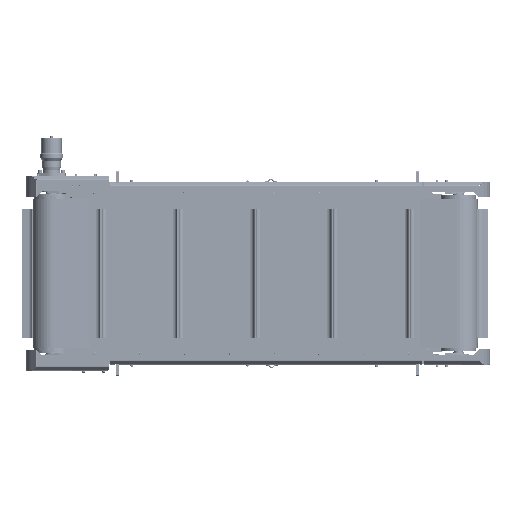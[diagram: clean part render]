
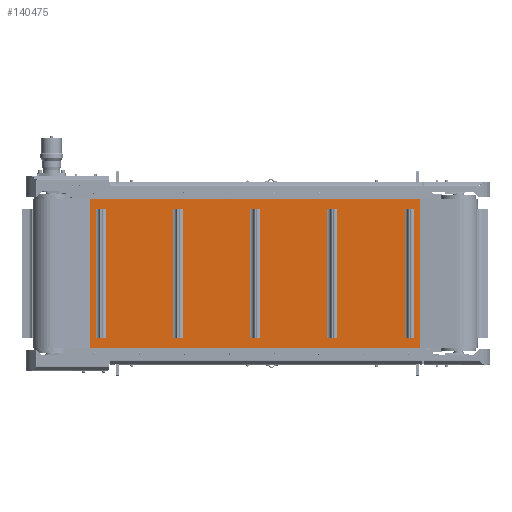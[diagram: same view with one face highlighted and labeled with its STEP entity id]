
A CAD part, left-side view. The second image highlights one B-rep face of the part: STEP entity #140475.
In plain terms, the highlighted planar face has unit normal (-1, 0, 0).
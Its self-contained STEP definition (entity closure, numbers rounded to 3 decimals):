
#13544=LINE('',#228681,#25442);
#13548=LINE('',#228689,#25446);
#13561=LINE('',#228723,#25459);
#13563=LINE('',#228726,#25461);
#13564=LINE('',#228730,#25462);
#13568=LINE('',#228738,#25466);
#13581=LINE('',#228772,#25479);
#13583=LINE('',#228775,#25481);
#13584=LINE('',#228779,#25482);
#13588=LINE('',#228787,#25486);
#13601=LINE('',#228821,#25499);
#13603=LINE('',#228824,#25501);
#13604=LINE('',#228828,#25502);
#13608=LINE('',#228836,#25506);
#13621=LINE('',#228870,#25519);
#13623=LINE('',#228873,#25521);
#13624=LINE('',#228877,#25522);
#13628=LINE('',#228885,#25526);
#13641=LINE('',#228919,#25539);
#13643=LINE('',#228922,#25541);
#13790=LINE('',#229297,#25688);
#13795=LINE('',#229315,#25693);
#13810=LINE('',#229346,#25708);
#13811=LINE('',#229348,#25709);
#25442=VECTOR('',#177613,10.);
#25446=VECTOR('',#177619,10.);
#25459=VECTOR('',#177652,10.);
#25461=VECTOR('',#177656,10.);
#25462=VECTOR('',#177659,10.);
#25466=VECTOR('',#177665,10.);
#25479=VECTOR('',#177698,10.);
#25481=VECTOR('',#177702,10.);
#25482=VECTOR('',#177705,10.);
#25486=VECTOR('',#177711,10.);
#25499=VECTOR('',#177744,10.);
#25501=VECTOR('',#177748,10.);
#25502=VECTOR('',#177751,10.);
#25506=VECTOR('',#177757,10.);
#25519=VECTOR('',#177790,10.);
#25521=VECTOR('',#177794,10.);
#25522=VECTOR('',#177797,10.);
#25526=VECTOR('',#177803,10.);
#25539=VECTOR('',#177836,10.);
#25541=VECTOR('',#177840,10.);
#25688=VECTOR('',#178191,10.);
#25693=VECTOR('',#178208,10.);
#25708=VECTOR('',#178237,10.);
#25709=VECTOR('',#178240,10.);
#30611=FACE_BOUND('',#44264,.T.);
#30612=FACE_BOUND('',#44265,.T.);
#30613=FACE_BOUND('',#44266,.T.);
#30614=FACE_BOUND('',#44267,.T.);
#30615=FACE_BOUND('',#44268,.T.);
#35962=FACE_OUTER_BOUND('',#44263,.T.);
#44263=EDGE_LOOP('',(#110312,#110313,#110314,#110315));
#44264=EDGE_LOOP('',(#110316,#110317,#110318,#110319));
#44265=EDGE_LOOP('',(#110320,#110321,#110322,#110323));
#44266=EDGE_LOOP('',(#110324,#110325,#110326,#110327));
#44267=EDGE_LOOP('',(#110328,#110329,#110330,#110331));
#44268=EDGE_LOOP('',(#110332,#110333,#110334,#110335));
#60475=VERTEX_POINT('',#228679);
#60476=VERTEX_POINT('',#228680);
#60479=VERTEX_POINT('',#228688);
#60490=VERTEX_POINT('',#228722);
#60491=VERTEX_POINT('',#228728);
#60492=VERTEX_POINT('',#228729);
#60495=VERTEX_POINT('',#228737);
#60506=VERTEX_POINT('',#228771);
#60507=VERTEX_POINT('',#228777);
#60508=VERTEX_POINT('',#228778);
#60511=VERTEX_POINT('',#228786);
#60522=VERTEX_POINT('',#228820);
#60523=VERTEX_POINT('',#228826);
#60524=VERTEX_POINT('',#228827);
#60527=VERTEX_POINT('',#228835);
#60538=VERTEX_POINT('',#228869);
#60539=VERTEX_POINT('',#228875);
#60540=VERTEX_POINT('',#228876);
#60543=VERTEX_POINT('',#228884);
#60554=VERTEX_POINT('',#228918);
#60673=VERTEX_POINT('',#229295);
#60674=VERTEX_POINT('',#229296);
#60681=VERTEX_POINT('',#229314);
#60690=VERTEX_POINT('',#229344);
#77652=EDGE_CURVE('',#60475,#60476,#13544,.T.);
#77656=EDGE_CURVE('',#60479,#60475,#13548,.T.);
#77673=EDGE_CURVE('',#60490,#60479,#13561,.T.);
#77675=EDGE_CURVE('',#60476,#60490,#13563,.T.);
#77676=EDGE_CURVE('',#60491,#60492,#13564,.T.);
#77680=EDGE_CURVE('',#60495,#60491,#13568,.T.);
#77697=EDGE_CURVE('',#60506,#60495,#13581,.T.);
#77699=EDGE_CURVE('',#60492,#60506,#13583,.T.);
#77700=EDGE_CURVE('',#60507,#60508,#13584,.T.);
#77704=EDGE_CURVE('',#60511,#60507,#13588,.T.);
#77721=EDGE_CURVE('',#60522,#60511,#13601,.T.);
#77723=EDGE_CURVE('',#60508,#60522,#13603,.T.);
#77724=EDGE_CURVE('',#60523,#60524,#13604,.T.);
#77728=EDGE_CURVE('',#60527,#60523,#13608,.T.);
#77745=EDGE_CURVE('',#60538,#60527,#13621,.T.);
#77747=EDGE_CURVE('',#60524,#60538,#13623,.T.);
#77748=EDGE_CURVE('',#60539,#60540,#13624,.T.);
#77752=EDGE_CURVE('',#60543,#60539,#13628,.T.);
#77769=EDGE_CURVE('',#60554,#60543,#13641,.T.);
#77771=EDGE_CURVE('',#60540,#60554,#13643,.T.);
#77952=EDGE_CURVE('',#60673,#60674,#13790,.T.);
#77962=EDGE_CURVE('',#60681,#60674,#13795,.T.);
#77979=EDGE_CURVE('',#60673,#60690,#13810,.T.);
#77980=EDGE_CURVE('',#60681,#60690,#13811,.T.);
#110312=ORIENTED_EDGE('',*,*,#77979,.T.);
#110313=ORIENTED_EDGE('',*,*,#77980,.F.);
#110314=ORIENTED_EDGE('',*,*,#77962,.T.);
#110315=ORIENTED_EDGE('',*,*,#77952,.F.);
#110316=ORIENTED_EDGE('',*,*,#77656,.T.);
#110317=ORIENTED_EDGE('',*,*,#77652,.T.);
#110318=ORIENTED_EDGE('',*,*,#77675,.T.);
#110319=ORIENTED_EDGE('',*,*,#77673,.T.);
#110320=ORIENTED_EDGE('',*,*,#77680,.T.);
#110321=ORIENTED_EDGE('',*,*,#77676,.T.);
#110322=ORIENTED_EDGE('',*,*,#77699,.T.);
#110323=ORIENTED_EDGE('',*,*,#77697,.T.);
#110324=ORIENTED_EDGE('',*,*,#77704,.T.);
#110325=ORIENTED_EDGE('',*,*,#77700,.T.);
#110326=ORIENTED_EDGE('',*,*,#77723,.T.);
#110327=ORIENTED_EDGE('',*,*,#77721,.T.);
#110328=ORIENTED_EDGE('',*,*,#77728,.T.);
#110329=ORIENTED_EDGE('',*,*,#77724,.T.);
#110330=ORIENTED_EDGE('',*,*,#77747,.T.);
#110331=ORIENTED_EDGE('',*,*,#77745,.T.);
#110332=ORIENTED_EDGE('',*,*,#77752,.T.);
#110333=ORIENTED_EDGE('',*,*,#77748,.T.);
#110334=ORIENTED_EDGE('',*,*,#77771,.T.);
#110335=ORIENTED_EDGE('',*,*,#77769,.T.);
#126654=PLANE('',#150532);
#140475=ADVANCED_FACE('',(#35962,#30611,#30612,#30613,#30614,#30615),#126654,
 .T.);
#150532=AXIS2_PLACEMENT_3D('',#229347,#178238,#178239);
#177613=DIRECTION('',(0.,0.,1.));
#177619=DIRECTION('',(0.,1.,0.));
#177652=DIRECTION('',(0.,0.,-1.));
#177656=DIRECTION('',(0.,-1.,0.));
#177659=DIRECTION('',(0.,0.,1.));
#177665=DIRECTION('',(0.,1.,0.));
#177698=DIRECTION('',(0.,0.,-1.));
#177702=DIRECTION('',(0.,-1.,0.));
#177705=DIRECTION('',(0.,0.,1.));
#177711=DIRECTION('',(0.,1.,0.));
#177744=DIRECTION('',(0.,0.,-1.));
#177748=DIRECTION('',(0.,-1.,0.));
#177751=DIRECTION('',(0.,0.,1.));
#177757=DIRECTION('',(0.,1.,0.));
#177790=DIRECTION('',(0.,0.,-1.));
#177794=DIRECTION('',(0.,-1.,0.));
#177797=DIRECTION('',(0.,0.,1.));
#177803=DIRECTION('',(0.,1.,0.));
#177836=DIRECTION('',(0.,0.,-1.));
#177840=DIRECTION('',(0.,-1.,0.));
#178191=DIRECTION('',(0.,1.,0.));
#178208=DIRECTION('',(0.,0.,-1.));
#178237=DIRECTION('',(0.,0.,1.));
#178238=DIRECTION('center_axis',(-1.,0.,0.));
#178239=DIRECTION('ref_axis',(0.,-1.,0.));
#178240=DIRECTION('',(0.,-1.,0.));
#228679=CARTESIAN_POINT('',(-157.35,-728.574,-300.));
#228680=CARTESIAN_POINT('',(-157.35,-728.574,300.));
#228681=CARTESIAN_POINT('',(-157.35,-728.574,0.));
#228688=CARTESIAN_POINT('',(-157.35,-772.574,-300.));
#228689=CARTESIAN_POINT('',(-157.35,-4.237,-300.));
#228722=CARTESIAN_POINT('',(-157.35,-772.574,300.));
#228723=CARTESIAN_POINT('',(-157.35,-772.574,0.));
#228726=CARTESIAN_POINT('',(-157.35,-4.237,300.));
#228728=CARTESIAN_POINT('',(-157.35,-367.991,-300.));
#228729=CARTESIAN_POINT('',(-157.35,-367.991,300.));
#228730=CARTESIAN_POINT('',(-157.35,-367.991,0.));
#228737=CARTESIAN_POINT('',(-157.35,-411.991,-300.));
#228738=CARTESIAN_POINT('',(-157.35,176.055,-300.));
#228771=CARTESIAN_POINT('',(-157.35,-411.991,300.));
#228772=CARTESIAN_POINT('',(-157.35,-411.991,0.));
#228775=CARTESIAN_POINT('',(-157.35,176.055,300.));
#228777=CARTESIAN_POINT('',(-157.35,-7.408,-300.));
#228778=CARTESIAN_POINT('',(-157.35,-7.408,300.));
#228779=CARTESIAN_POINT('',(-157.35,-7.408,0.));
#228786=CARTESIAN_POINT('',(-157.35,-51.408,-300.));
#228787=CARTESIAN_POINT('',(-157.35,356.346,-300.));
#228820=CARTESIAN_POINT('',(-157.35,-51.408,300.));
#228821=CARTESIAN_POINT('',(-157.35,-51.408,0.));
#228824=CARTESIAN_POINT('',(-157.35,356.346,300.));
#228826=CARTESIAN_POINT('',(-157.35,353.175,-300.));
#228827=CARTESIAN_POINT('',(-157.35,353.175,300.));
#228828=CARTESIAN_POINT('',(-157.35,353.175,0.));
#228835=CARTESIAN_POINT('',(-157.35,309.175,-300.));
#228836=CARTESIAN_POINT('',(-157.35,536.638,-300.));
#228869=CARTESIAN_POINT('',(-157.35,309.175,300.));
#228870=CARTESIAN_POINT('',(-157.35,309.175,0.));
#228873=CARTESIAN_POINT('',(-157.35,536.638,300.));
#228875=CARTESIAN_POINT('',(-157.35,713.758,-300.));
#228876=CARTESIAN_POINT('',(-157.35,713.758,300.));
#228877=CARTESIAN_POINT('',(-157.35,713.758,0.));
#228884=CARTESIAN_POINT('',(-157.35,669.758,-300.));
#228885=CARTESIAN_POINT('',(-157.35,716.929,-300.));
#228918=CARTESIAN_POINT('',(-157.35,669.758,300.));
#228919=CARTESIAN_POINT('',(-157.35,669.758,0.));
#228922=CARTESIAN_POINT('',(-157.35,716.929,300.));
#229295=CARTESIAN_POINT('',(-157.35,-800.901,-350.));
#229296=CARTESIAN_POINT('',(-157.35,742.101,-350.));
#229297=CARTESIAN_POINT('',(-157.35,742.101,-350.));
#229314=CARTESIAN_POINT('',(-157.35,742.101,350.));
#229315=CARTESIAN_POINT('',(-157.35,742.101,0.));
#229344=CARTESIAN_POINT('',(-157.35,-800.901,350.));
#229346=CARTESIAN_POINT('',(-157.35,-800.901,0.));
#229347=CARTESIAN_POINT('Origin',(-157.35,742.101,0.));
#229348=CARTESIAN_POINT('',(-157.35,742.101,350.));
